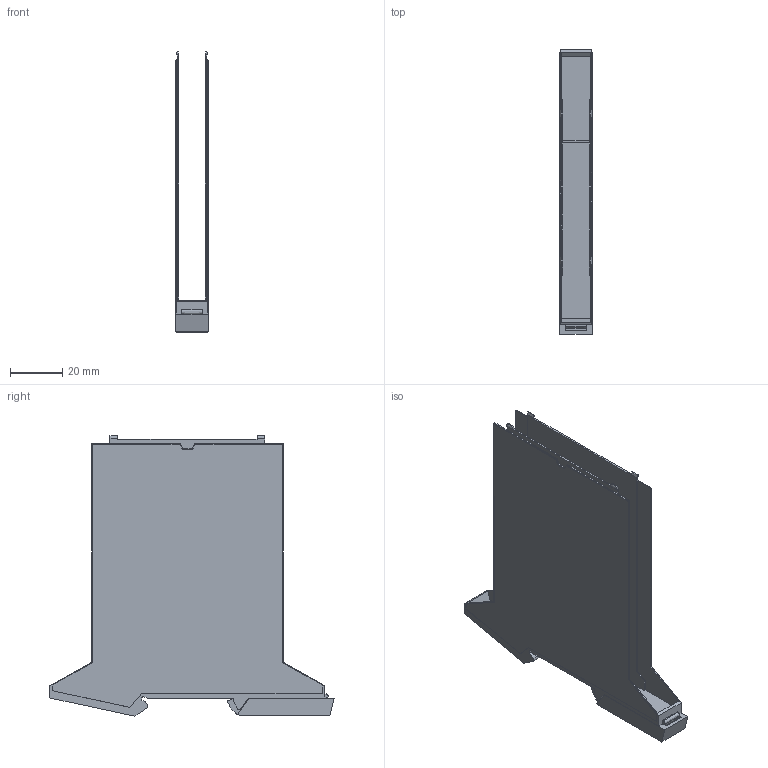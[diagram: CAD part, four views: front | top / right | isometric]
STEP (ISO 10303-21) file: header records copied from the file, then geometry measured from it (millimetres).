
FILE_DESCRIPTION(('CATIA V5R24 STEP','CAx-IF Rec.Pracs.--- Model Styling and Organization---1.2---2011-12-15'),'2;1');
FILE_NAME ('12638128_2_2554620000_S3D_CH20M12_B_AGY_BK.stp','2018-03-02T08:42:14+00:00',('none'),('Weidmueller'),'CATIA Version 5-6 Release 2014 SP4','CATIA V5 STEP AP214','none');
FILE_SCHEMA(('AUTOMOTIVE_DESIGN { 1 0 10303 214 1 1 1 1 }'));
Length unit declared in the file: millimetre
Products named in the file (1): 2554620000
Bounding box: 12.5 x 109.3 x 107.82 mm (x, y, z)
Volume: 23040.6 mm3; surface area: 35827.2 mm2
Topology: 2 solids, 2 shells, 163 faces, 557 edges, 401 vertices
Faces by surface type: plane 140, cylinder 13, extrusion 10
Entity records: 6324 total; most frequent: CARTESIAN_POINT 1399, ORIENTED_EDGE 1114, DIRECTION 786, EDGE_CURVE 557, VECTOR 487, LINE 477, VERTEX_POINT 401, AXIS2_PLACEMENT_3D 168
